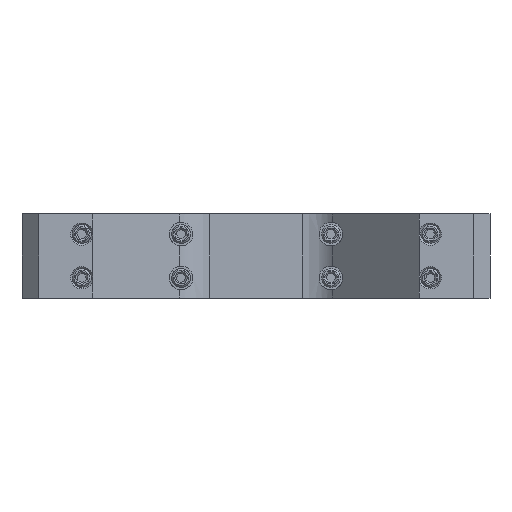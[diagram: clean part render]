
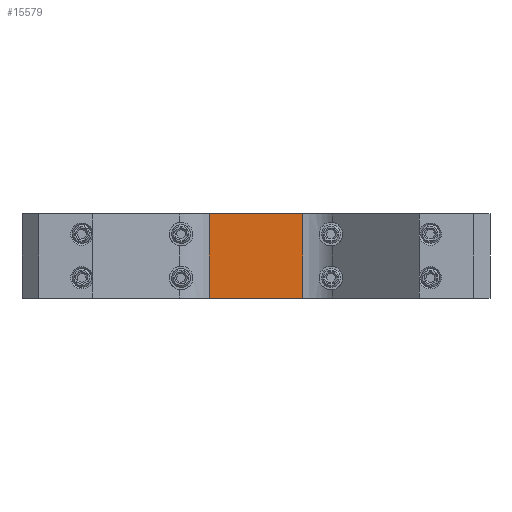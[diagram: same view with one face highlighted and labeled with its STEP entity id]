
A CAD part, left-side view. The second image highlights one B-rep face of the part: STEP entity #15579.
In plain terms, the highlighted planar face has unit normal (-1, 0, 0).
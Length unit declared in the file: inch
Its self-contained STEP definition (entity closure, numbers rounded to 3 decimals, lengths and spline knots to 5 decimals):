
#375 = ORIENTED_EDGE ( 'NONE', *, *, #26758, .T. ) ;
#647 = ORIENTED_EDGE ( 'NONE', *, *, #32017, .T. ) ;
#1177 = CARTESIAN_POINT ( 'NONE',  ( -0.8, 0.27645, 0.25 ) ) ;
#1466 = VERTEX_POINT ( 'NONE', #11222 ) ;
#1497 = ORIENTED_EDGE ( 'NONE', *, *, #39788, .F. ) ;
#1996 = PLANE ( 'NONE',  #12547 ) ;
#3340 = LINE ( 'NONE', #11131, #11739 ) ;
#3685 = DIRECTION ( 'NONE',  ( 0., 0., -1. ) ) ;
#4596 = CARTESIAN_POINT ( 'NONE',  ( -0.8, -0.27645, -0.25 ) ) ;
#7528 = EDGE_CURVE ( 'NONE', #18086, #1466, #3340, .T. ) ;
#9544 = CARTESIAN_POINT ( 'NONE',  ( -0.8, 0.27645, -0.25 ) ) ;
#11131 = CARTESIAN_POINT ( 'NONE',  ( -0.8, -3.06357, 0.25 ) ) ;
#11222 = CARTESIAN_POINT ( 'NONE',  ( -0.8, -0.27645, 0.25 ) ) ;
#11739 = VECTOR ( 'NONE', #36272, 39.37008 ) ;
#12547 = AXIS2_PLACEMENT_3D ( 'NONE', #36778, #17837, #39939 ) ;
#12741 = CARTESIAN_POINT ( 'NONE',  ( -0.8, -3.06357, -0.25 ) ) ;
#13051 = CARTESIAN_POINT ( 'NONE',  ( -0.8, -0.27645, 0.25 ) ) ;
#14313 = ORIENTED_EDGE ( 'NONE', *, *, #7528, .F. ) ;
#15579 = ADVANCED_FACE ( 'NONE', ( #22509 ), #1996, .F. ) ;
#17837 = DIRECTION ( 'NONE',  ( 1., 0., 0. ) ) ;
#18086 = VERTEX_POINT ( 'NONE', #40909 ) ;
#20075 = DIRECTION ( 'NONE',  ( 0., 0., -1. ) ) ;
#22509 = FACE_OUTER_BOUND ( 'NONE', #38517, .T. ) ;
#24056 = LINE ( 'NONE', #12741, #39850 ) ;
#24506 = LINE ( 'NONE', #13051, #40291 ) ;
#26057 = VERTEX_POINT ( 'NONE', #4596 ) ;
#26758 = EDGE_CURVE ( 'NONE', #18086, #33541, #35912, .T. ) ;
#32017 = EDGE_CURVE ( 'NONE', #33541, #26057, #24056, .T. ) ;
#33541 = VERTEX_POINT ( 'NONE', #9544 ) ;
#34928 = VECTOR ( 'NONE', #20075, 39.37008 ) ;
#35912 = LINE ( 'NONE', #1177, #34928 ) ;
#36272 = DIRECTION ( 'NONE',  ( 0., -1., 0. ) ) ;
#36778 = CARTESIAN_POINT ( 'NONE',  ( -0.8, -3.06357, 0.25 ) ) ;
#38004 = DIRECTION ( 'NONE',  ( 0., -1., 0. ) ) ;
#38517 = EDGE_LOOP ( 'NONE', ( #647, #1497, #14313, #375 ) ) ;
#39788 = EDGE_CURVE ( 'NONE', #1466, #26057, #24506, .T. ) ;
#39850 = VECTOR ( 'NONE', #38004, 39.37008 ) ;
#39939 = DIRECTION ( 'NONE',  ( 0., 1., 0. ) ) ;
#40291 = VECTOR ( 'NONE', #3685, 39.37008 ) ;
#40909 = CARTESIAN_POINT ( 'NONE',  ( -0.8, 0.27645, 0.25 ) ) ;
